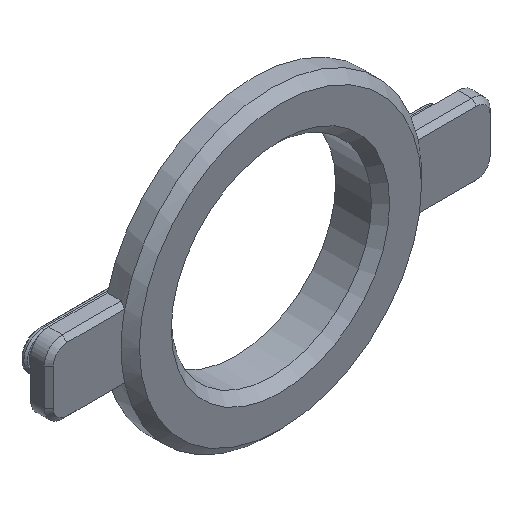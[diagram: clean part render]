
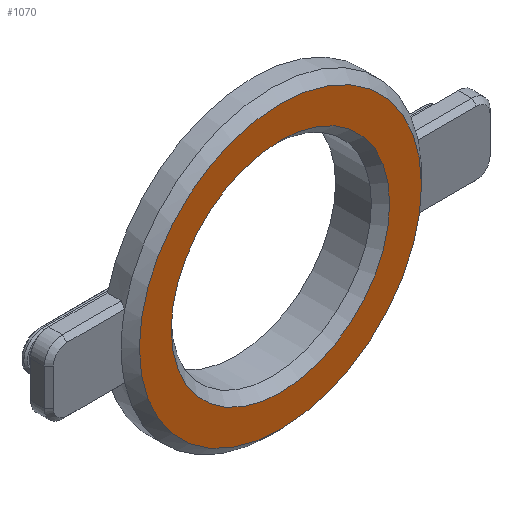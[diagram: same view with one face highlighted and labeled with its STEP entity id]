
A CAD part, isometric view. The second image highlights one B-rep face of the part: STEP entity #1070.
In plain terms, the highlighted planar face has unit normal (0, -1, 0).
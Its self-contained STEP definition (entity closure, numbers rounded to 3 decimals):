
#46=FACE_BOUND('',#208,.T.);
#78=PLANE('',#1197);
#139=FACE_OUTER_BOUND('',#207,.T.);
#207=EDGE_LOOP('',(#958));
#208=EDGE_LOOP('',(#959));
#438=CIRCLE('',#1195,12.);
#440=CIRCLE('',#1198,15.5);
#534=VERTEX_POINT('',#1879);
#536=VERTEX_POINT('',#1885);
#680=EDGE_CURVE('',#534,#534,#438,.T.);
#683=EDGE_CURVE('',#536,#536,#440,.T.);
#958=ORIENTED_EDGE('',*,*,#683,.F.);
#959=ORIENTED_EDGE('',*,*,#680,.F.);
#1070=ADVANCED_FACE('',(#139,#46),#78,.T.);
#1195=AXIS2_PLACEMENT_3D('',#1880,#1507,#1508);
#1197=AXIS2_PLACEMENT_3D('',#1884,#1512,#1513);
#1198=AXIS2_PLACEMENT_3D('',#1886,#1514,#1515);
#1507=DIRECTION('center_axis',(0.,-1.,0.));
#1508=DIRECTION('ref_axis',(1.,0.,0.));
#1512=DIRECTION('center_axis',(0.,-1.,0.));
#1513=DIRECTION('ref_axis',(1.,0.,0.));
#1514=DIRECTION('center_axis',(0.,1.,0.));
#1515=DIRECTION('ref_axis',(1.,0.,0.));
#1879=CARTESIAN_POINT('',(-12.03,-12.5,17.));
#1880=CARTESIAN_POINT('Origin',(-0.03,-12.5,17.));
#1884=CARTESIAN_POINT('Origin',(-0.03,-12.5,17.));
#1885=CARTESIAN_POINT('',(-15.53,-12.5,17.));
#1886=CARTESIAN_POINT('Origin',(-0.03,-12.5,17.));
